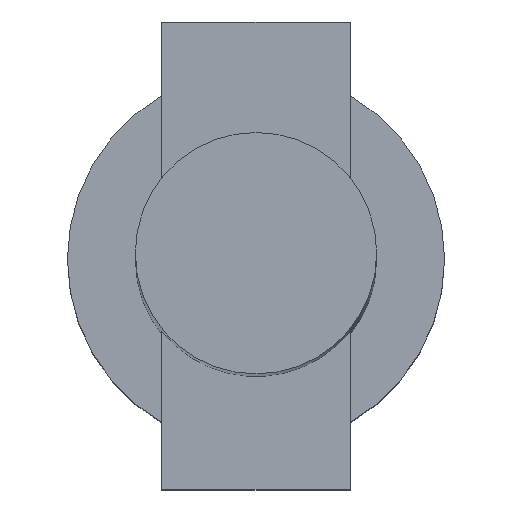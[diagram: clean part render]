
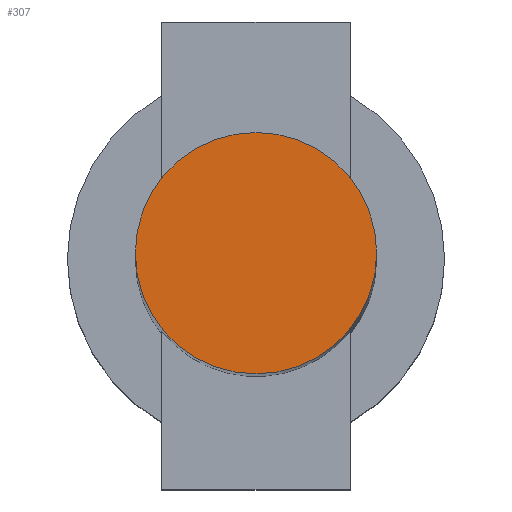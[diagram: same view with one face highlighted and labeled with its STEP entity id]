
A CAD part, top view. The second image highlights one B-rep face of the part: STEP entity #307.
In plain terms, the highlighted planar face has unit normal (0, 0, 1).
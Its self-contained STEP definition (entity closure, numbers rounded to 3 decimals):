
#29=PLANE('',#357);
#97=CIRCLE('',#356,3.2);
#116=FACE_OUTER_BOUND('',#144,.T.);
#144=EDGE_LOOP('',(#284));
#173=VERTEX_POINT('',#560);
#210=EDGE_CURVE('',#173,#173,#97,.T.);
#284=ORIENTED_EDGE('',*,*,#210,.T.);
#307=ADVANCED_FACE('',(#116),#29,.T.);
#356=AXIS2_PLACEMENT_3D('',#561,#440,#441);
#357=AXIS2_PLACEMENT_3D('',#562,#442,#443);
#440=DIRECTION('center_axis',(0.,0.,1.));
#441=DIRECTION('ref_axis',(-1.,0.,0.));
#442=DIRECTION('center_axis',(0.,0.,1.));
#443=DIRECTION('ref_axis',(1.,0.,0.));
#560=CARTESIAN_POINT('',(3.2,0.,90.));
#561=CARTESIAN_POINT('Origin',(0.,0.,90.));
#562=CARTESIAN_POINT('Origin',(0.,0.,90.));
